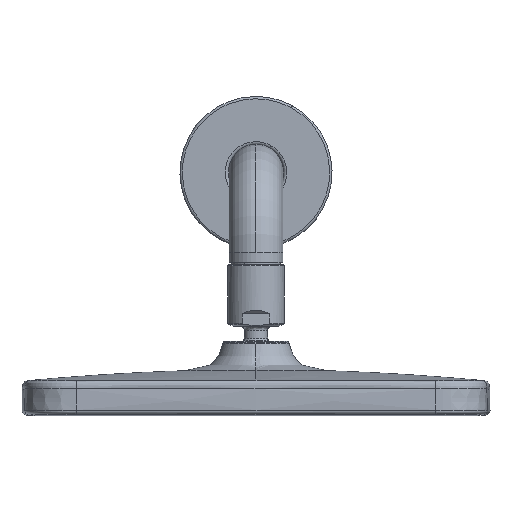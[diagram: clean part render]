
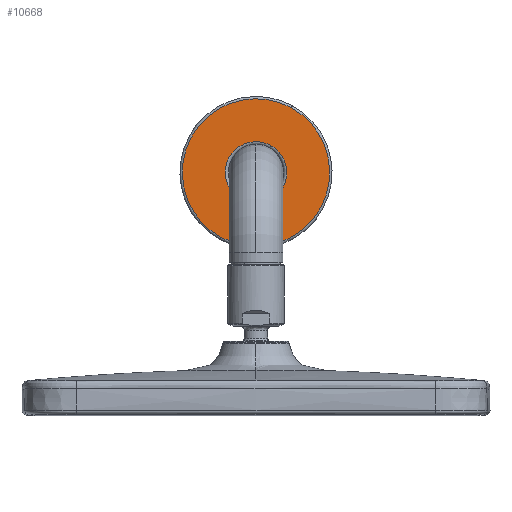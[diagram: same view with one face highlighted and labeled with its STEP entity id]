
A CAD part, top view. The second image highlights one B-rep face of the part: STEP entity #10668.
In plain terms, the highlighted planar face has unit normal (0, 0, 1).
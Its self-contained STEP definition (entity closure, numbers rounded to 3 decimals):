
#14 = CIRCLE ( 'NONE', #1337, 13.15 ) ;
#40 = DIRECTION ( 'NONE',  ( 0., 0., -1. ) ) ;
#85 = EDGE_LOOP ( 'NONE', ( #2298, #7196 ) ) ;
#163 = CARTESIAN_POINT ( 'NONE',  ( 0., 0., 18. ) ) ;
#284 = DIRECTION ( 'NONE',  ( 0., 1., 0. ) ) ;
#309 = DIRECTION ( 'NONE',  ( 0., 0., -1. ) ) ;
#973 = AXIS2_PLACEMENT_3D ( 'NONE', #1184, #309, #2961 ) ;
#1184 = CARTESIAN_POINT ( 'NONE',  ( 0., 13.15, 18. ) ) ;
#1337 = AXIS2_PLACEMENT_3D ( 'NONE', #11122, #40, #7695 ) ;
#1367 = FACE_OUTER_BOUND ( 'NONE', #85, .T. ) ;
#1504 = EDGE_CURVE ( 'NONE', #4911, #8678, #9491, .T. ) ;
#1899 = AXIS2_PLACEMENT_3D ( 'NONE', #163, #2706, #284 ) ;
#2298 = ORIENTED_EDGE ( 'NONE', *, *, #1504, .F. ) ;
#2706 = DIRECTION ( 'NONE',  ( 0., 0., -1. ) ) ;
#2961 = DIRECTION ( 'NONE',  ( 0., 1., 0. ) ) ;
#3118 = CIRCLE ( 'NONE', #1899, 13.15 ) ;
#3279 = AXIS2_PLACEMENT_3D ( 'NONE', #6938, #4333, #10358 ) ;
#3553 = VERTEX_POINT ( 'NONE', #7371 ) ;
#3881 = DIRECTION ( 'NONE',  ( 0., 1., 0. ) ) ;
#4333 = DIRECTION ( 'NONE',  ( 0., 0., -1. ) ) ;
#4345 = EDGE_LOOP ( 'NONE', ( #5183, #5335 ) ) ;
#4468 = FACE_BOUND ( 'NONE', #4345, .T. ) ;
#4708 = CARTESIAN_POINT ( 'NONE',  ( 0., 0., 18. ) ) ;
#4911 = VERTEX_POINT ( 'NONE', #5228 ) ;
#5076 = AXIS2_PLACEMENT_3D ( 'NONE', #4708, #9037, #3881 ) ;
#5183 = ORIENTED_EDGE ( 'NONE', *, *, #7194, .T. ) ;
#5228 = CARTESIAN_POINT ( 'NONE',  ( -15.102, -27.644, 18. ) ) ;
#5335 = ORIENTED_EDGE ( 'NONE', *, *, #9608, .T. ) ;
#6938 = CARTESIAN_POINT ( 'NONE',  ( 0., 0., 18. ) ) ;
#7028 = VERTEX_POINT ( 'NONE', #9402 ) ;
#7194 = EDGE_CURVE ( 'NONE', #7028, #3553, #3118, .T. ) ;
#7196 = ORIENTED_EDGE ( 'NONE', *, *, #8925, .F. ) ;
#7371 = CARTESIAN_POINT ( 'NONE',  ( 6.304, 11.54, 18. ) ) ;
#7695 = DIRECTION ( 'NONE',  ( 0., 1., 0. ) ) ;
#7839 = CIRCLE ( 'NONE', #3279, 31.5 ) ;
#8136 = PLANE ( 'NONE',  #973 ) ;
#8678 = VERTEX_POINT ( 'NONE', #9360 ) ;
#8925 = EDGE_CURVE ( 'NONE', #8678, #4911, #7839, .T. ) ;
#9037 = DIRECTION ( 'NONE',  ( 0., 0., -1. ) ) ;
#9360 = CARTESIAN_POINT ( 'NONE',  ( 15.102, 27.644, 18. ) ) ;
#9402 = CARTESIAN_POINT ( 'NONE',  ( -6.304, -11.54, 18. ) ) ;
#9491 = CIRCLE ( 'NONE', #5076, 31.5 ) ;
#9608 = EDGE_CURVE ( 'NONE', #3553, #7028, #14, .T. ) ;
#10358 = DIRECTION ( 'NONE',  ( 0., 1., 0. ) ) ;
#10668 = ADVANCED_FACE ( 'NONE', ( #1367, #4468 ), #8136, .F. ) ;
#11122 = CARTESIAN_POINT ( 'NONE',  ( 0., 0., 18. ) ) ;
